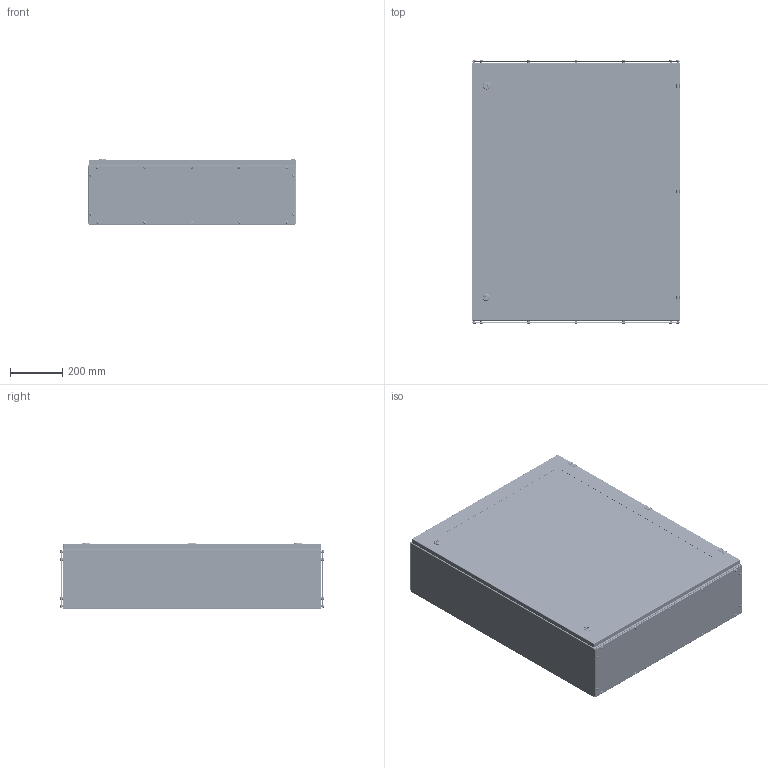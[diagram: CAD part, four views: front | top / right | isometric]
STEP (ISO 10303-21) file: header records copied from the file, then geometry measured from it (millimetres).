
FILE_DESCRIPTION (( 'STEP AP214' ), '1' );
FILE_NAME ('12.080.100.25.STEP', '2024-06-13T08:08:57', ( '' ), ( '' ), 'SwSTEP 2.0', 'SolidWorks 2021', '' );
FILE_SCHEMA (( 'AUTOMOTIVE_DESIGN' ));
Length unit declared in the file: millimetre
Products named in the file (30): 417.810; 砑鳧罻 H1000; Ãàñêåòèíã W800H1000; ﾄ粢鮱 W800H1000; Çàêëåïêà ðåçüáîâàÿ Ì5 øåñòèãðàííàÿ ñ óìåíüøåííûì áîðòîì; Øïèëüêà ïðèâàðíàÿ Ì6õ15; 8SJ_MS705_0510.stp; 8SJ_MS705_0010.stp; Çàêëåïêà ðåçüáîâàÿ Ì8 øåñòèãðàííàÿ ñ óìåíüøåííûì áîðòîì; Êîðïóñ øêàôà W800H1000D250; 署赅 W800D250; Ïåðåìû÷êà êàðêàñà W800; ﾇ瑟鶴 ﾀﾑ ms1000-3M.stp; Âèíò DIN 967 Ì5õ16 ñ ïîëóêðóãëîé ãîëîâêîé ñ êðåñòîîáðàçíûì øëèöåì; Ãàéêà M6 DIN6923.step; 嵑謺麃 檐; 8SJ_MS705-1_0040.stp; 栺樏鋋 W800H1000; 砑鳧罻 W800; Øïèëüêà ïðèâàðíàÿ Ì8õ25; Øïèëüêà ïðèâàðíàÿ Ì6õ10; 12.080.100.25; Êàðêàñ øêàôà W800H1000D250; 8SJ_S1B_0001.stp; SW6X8.stp; Ãàéêà M8 DIN6923.step; Áîëò Ì6õ10 ñ øåñòèãðàííîé ãîëîâêîé ñ ïðåññøàéáîé; Ñòåêëÿííàÿ äâåðü ÑÁ W800H1000; Ïðîêëàäêà êðûøêè W800D250; 8SJ_MS705_0760.stp
Assembly tree (141 placements, depth 4):
  12.080.100.25
    Êàðêàñ øêàôà W800H1000D250
      Êîðïóñ øêàôà W800H1000D250
      Ïåðåìû÷êà êàðêàñà W800  x2
      Øïèëüêà ïðèâàðíàÿ Ì6õ15  x8
      Øïèëüêà ïðèâàðíàÿ Ì8õ25  x6
    署赅 W800D250  x2
    Ïðîêëàäêà êðûøêè W800D250  x2
    Ñòåêëÿííàÿ äâåðü ÑÁ W800H1000
      ﾄ粢鮱 W800H1000
      Ãàñêåòèíã W800H1000
      ﾇ瑟鶴 ﾀﾑ ms1000-3M.stp  x2
        8SJ_MS705_0010.stp
        8SJ_MS705_0510.stp
        8SJ_MS705_0760.stp
        8SJ_S1B_0001.stp
        8SJ_MS705-1_0040.stp
        SW6X8.stp
      Øïèëüêà ïðèâàðíàÿ Ì6õ10  x14
      栺樏鋋 W800H1000
      Ãàéêà M6 DIN6923.step  x14
      砑鳧罻 H1000  x2
      砑鳧罻 W800  x2
    嵑謺麃 檐  x3
    Áîëò Ì6õ10 ñ øåñòèãðàííîé ãîëîâêîé ñ ïðåññøàéáîé  x3
    Çàêëåïêà ðåçüáîâàÿ Ì5 øåñòèãðàííàÿ ñ óìåíüøåííûì áîðòîì  x28
    Âèíò DIN 967 Ì5õ16 ñ ïîëóêðóãëîé ãîëîâêîé ñ êðåñòîîáðàçíûì øëèöåì  x28
    Çàêëåïêà ðåçüáîâàÿ Ì8 øåñòèãðàííàÿ ñ óìåíüøåííûì áîðòîì  x6
    417.810
    Ãàéêà M8 DIN6923.step  x6
Bounding box: 800 x 1015.11 x 254.65 mm (x, y, z)
Volume: 6329625.7 mm3; surface area: 7649392 mm2
Topology: 143 solids, 155 shells, 7340 faces, 18530 edges, 11563 vertices
Faces by surface type: plane 2976, cylinder 2478, bspline 740, cone 554, torus 424, sphere 168
Entity records: 92684 total; most frequent: CARTESIAN_POINT 44794, ORIENTED_EDGE 10176, DIRECTION 8642, EDGE_CURVE 5094, VERTEX_POINT 3143, AXIS2_PLACEMENT_3D 2909, LINE 2824, VECTOR 2824
